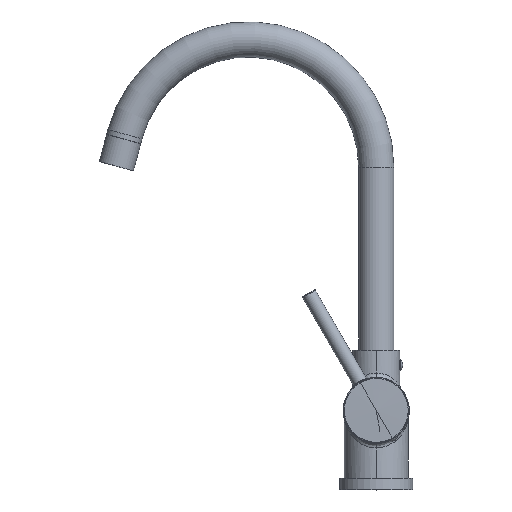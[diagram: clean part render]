
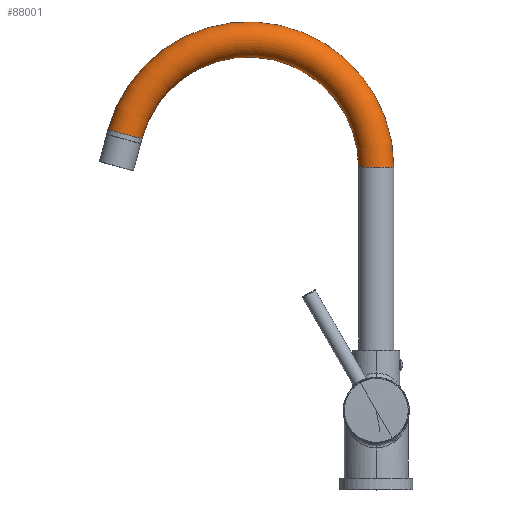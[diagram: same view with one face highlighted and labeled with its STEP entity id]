
A CAD part, top view. The second image highlights one B-rep face of the part: STEP entity #88001.
In plain terms, the highlighted toroidal (fillet/blend) face has major radius 86.972 mm and minor radius 12 mm.
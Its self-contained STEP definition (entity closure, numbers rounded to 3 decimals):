
#60576=CARTESIAN_POINT('',(-170.98,188.038,0.));
#60577=DIRECTION('',(-0.259,-0.966,0.));
#60578=DIRECTION('',(0.966,-0.259,0.));
#60579=AXIS2_PLACEMENT_3D('',#60576,#60577,#60578);
#60604=CARTESIAN_POINT('',(-86.972,165.528,0.));
#60605=DIRECTION('',(0.,0.,1.));
#60606=DIRECTION('',(1.,0.,0.));
#60607=AXIS2_PLACEMENT_3D('',#60604,#60605,#60606);
#65645=CARTESIAN_POINT('',(0.,165.528,0.));
#65646=DIRECTION('',(0.,1.,0.));
#65647=DIRECTION('',(-1.,0.,0.));
#65648=AXIS2_PLACEMENT_3D('',#65645,#65646,#65647);
#65650=CARTESIAN_POINT('',(-86.972,165.528,0.));
#65651=DIRECTION('',(0.,0.,1.));
#65652=DIRECTION('',(1.,0.,0.));
#65653=AXIS2_PLACEMENT_3D('',#65650,#65651,#65652);
#67303=CARTESIAN_POINT('',(-12.,165.528,0.));
#67304=CARTESIAN_POINT('',(12.,165.528,0.));
#67305=VERTEX_POINT('',#67303);
#67306=VERTEX_POINT('',#67304);
#67307=CARTESIAN_POINT('',(-159.389,184.932,0.));
#67308=CARTESIAN_POINT('',(-182.571,191.144,0.));
#67309=VERTEX_POINT('',#67307);
#67310=VERTEX_POINT('',#67308);
#87990=CARTESIAN_POINT('',(-86.972,165.528,0.));
#87991=DIRECTION('',(0.,0.,1.));
#87992=DIRECTION('',(-1.,0.,0.));
#87993=AXIS2_PLACEMENT_3D('',#87990,#87991,#87992);
#87994=TOROIDAL_SURFACE('',#87993,86.972,12.);
#87995=ORIENTED_EDGE('',*,*,#87977,.F.);
#87996=ORIENTED_EDGE('',*,*,#75931,.T.);
#87997=ORIENTED_EDGE('',*,*,#75887,.T.);
#87998=ORIENTED_EDGE('',*,*,#75928,.F.);
#87999=EDGE_LOOP('',(#87995,#87996,#87997,#87998));
#88000=FACE_OUTER_BOUND('',#87999,.F.);
#88001=ADVANCED_FACE('',(#88000),#87994,.T.);
#60580=CIRCLE('',#60579,12.);
#60608=CIRCLE('',#60607,98.972);
#65649=CIRCLE('',#65648,12.);
#65654=CIRCLE('',#65653,74.972);
#75887=EDGE_CURVE('',#67309,#67310,#60580,.T.);
#75928=EDGE_CURVE('',#67306,#67310,#60608,.T.);
#75931=EDGE_CURVE('',#67305,#67309,#65654,.T.);
#87977=EDGE_CURVE('',#67305,#67306,#65649,.T.);
